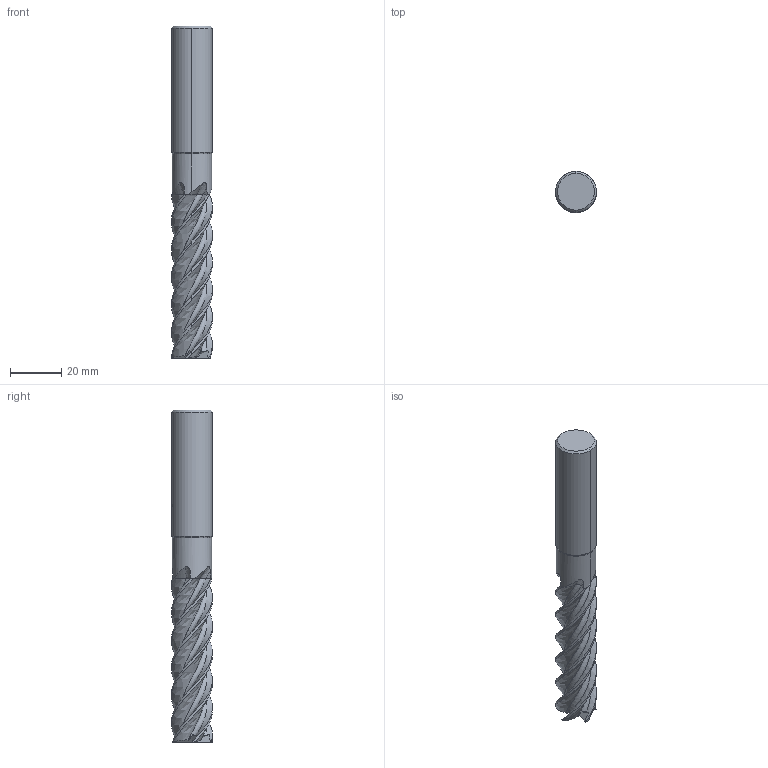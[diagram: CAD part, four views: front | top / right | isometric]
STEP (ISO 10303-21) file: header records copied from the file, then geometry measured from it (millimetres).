
FILE_DESCRIPTION(('no description'),'unknown implementation level');
FILE_NAME('solid09L44hcQ2X_flnCiNxJ3kCaNamU_1.STP',' ',('CIM GmbH Aachen'),('CADClick - KiM GmbH - www.kimweb.de'),'unknown preprocess','ACIS','unknown authorization');
FILE_SCHEMA(('automotive_design'));
Length unit declared in the file: millimetre
Products named in the file (2): 1; 2
Bounding box: 16 x 16 x 130 mm (x, y, z)
Volume: 20020.5 mm3; surface area: 8131.7 mm2
Topology: 2 solids, 2 shells, 103 faces, 286 edges, 187 vertices
Faces by surface type: plane 36, cone 21, bspline 20, revolution 15, cylinder 11
Entity records: 19737 total; most frequent: CARTESIAN_POINT 14145, STYLED_ITEM 578, PRESENTATION_STYLE_ASSIGNMENT 578, COLOUR_RGB 578, ORIENTED_EDGE 572, DIRECTION 366, EDGE_CURVE 286, CURVE_STYLE 286
